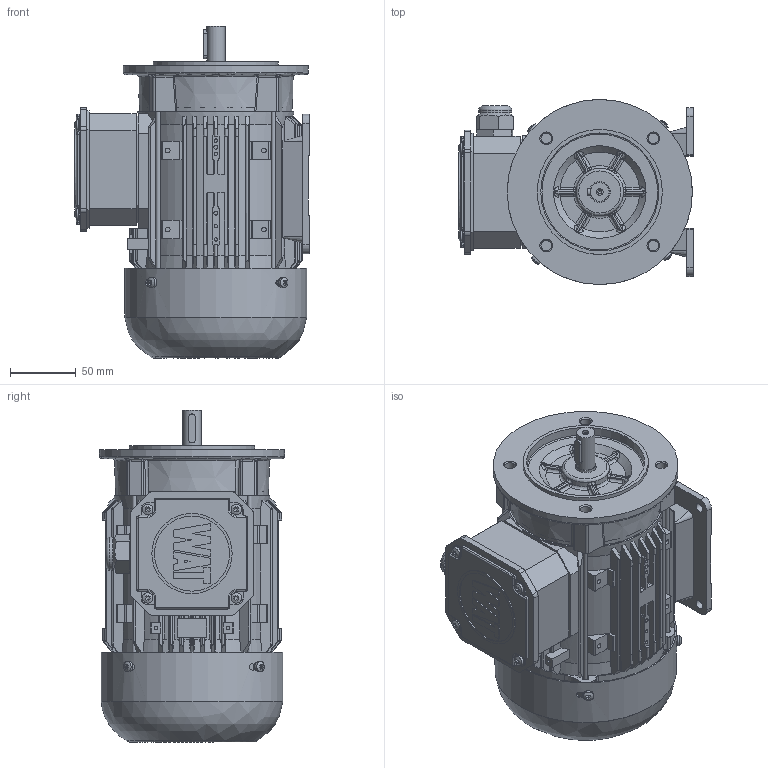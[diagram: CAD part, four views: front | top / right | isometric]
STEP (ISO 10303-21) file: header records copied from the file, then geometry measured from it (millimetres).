
FILE_DESCRIPTION(/* description */ (''),/* implementation_level */ '2;1');
FILE_NAME(/* name */ '(QE series) 71_B34b.stp',/* time_stamp */ '2024-07-29T12:45:46+03:00',/* author */ (''),/* organization */ (''),/* preprocessor_version */ 'ST-DEVELOPER v18.102',/* originating_system */ 'SIEMENS PLM Software NX2206.8101',/* authorisation */ '');
FILE_SCHEMA (('AUTOMOTIVE_DESIGN { 1 0 10303 214 3 1 1 1 }'));
Products named in the file (1): 001_objects
Bounding box: 178.11 x 140.48 x 252 mm (x, y, z)
Surface area: 469403.9 mm2 (no closed solid volume)
Topology: 0 solids, 30 shells, 2854 faces, 7646 edges, 4908 vertices
Faces by surface type: plane 1424, cylinder 745, bspline 349, cone 168, torus 85, extrusion 83
Full cylindrical faces by diameter (mm): 2.5 x10, 3 x5, 3.3 x13, 3.65 x12, 3.7 x3, 4 x12, 4.5 x4, 4.6 x2, 4.65 x4, 4.8 x4, 5 x6, 5.2 x4, 6 x1, 6.4 x1, 6.6 x1, 7 x5, 8 x13, 12 x1, 12.4 x1, 14 x1, 14.2 x2, 14.96 x1, 15 x2, 15.2 x1, 15.804 x1, 18 x1, 19 x1, 19.84 x1, 24 x1, 24.1 x1
Entity records: 102566 total; most frequent: CARTESIAN_POINT 36279, ORIENTED_EDGE 14768, DIRECTION 11941, EDGE_CURVE 7384, VERTEX_POINT 4889, AXIS2_PLACEMENT_3D 4115, VECTOR 3711, LINE 3628
